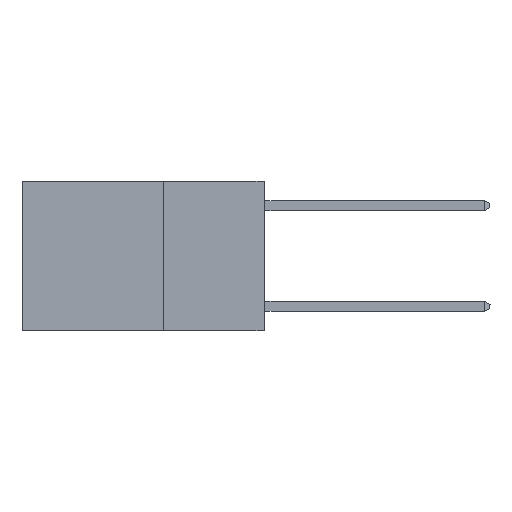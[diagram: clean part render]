
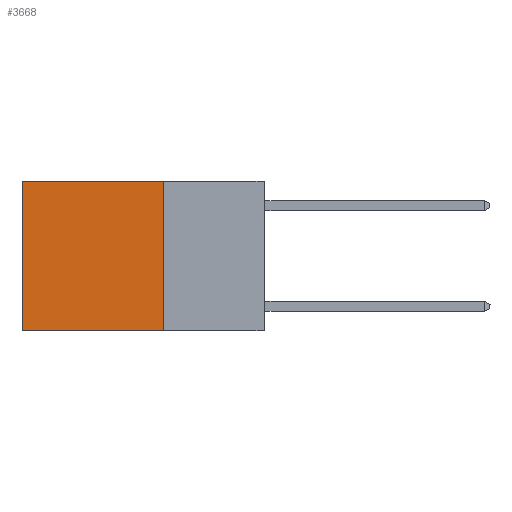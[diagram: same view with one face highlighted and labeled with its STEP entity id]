
A CAD part, left-side view. The second image highlights one B-rep face of the part: STEP entity #3668.
In plain terms, the highlighted planar face has unit normal (-1, 0, 0).
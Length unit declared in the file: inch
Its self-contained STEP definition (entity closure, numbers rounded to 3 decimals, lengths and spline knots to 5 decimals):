
#263 = VECTOR ( 'NONE', #12898, 39.37008 ) ;
#400 = DIRECTION ( 'NONE',  ( 0., 1., 0. ) ) ;
#507 = ORIENTED_EDGE ( 'NONE', *, *, #4026, .F. ) ;
#1241 = DIRECTION ( 'NONE',  ( 0., 0., -1. ) ) ;
#1261 = CARTESIAN_POINT ( 'NONE',  ( 0.2625, 0.25, 0. ) ) ;
#1505 = ORIENTED_EDGE ( 'NONE', *, *, #4820, .T. ) ;
#2158 = DIRECTION ( 'NONE',  ( 0., 1., 0. ) ) ;
#2366 = VERTEX_POINT ( 'NONE', #12554 ) ;
#2951 = EDGE_LOOP ( 'NONE', ( #10714, #16296, #507, #1505 ) ) ;
#3248 = CARTESIAN_POINT ( 'NONE',  ( 0.2625, 0.25, 0. ) ) ;
#3504 = EDGE_CURVE ( 'NONE', #2366, #15979, #8837, .T. ) ;
#3668 = ADVANCED_FACE ( 'NONE', ( #13161 ), #11757, .F. ) ;
#4026 = EDGE_CURVE ( 'NONE', #13267, #15863, #17437, .T. ) ;
#4820 = EDGE_CURVE ( 'NONE', #13267, #2366, #12678, .T. ) ;
#5514 = VECTOR ( 'NONE', #400, 39.37008 ) ;
#6185 = VECTOR ( 'NONE', #2158, 39.37008 ) ;
#6464 = DIRECTION ( 'NONE',  ( 1., 0., 0. ) ) ;
#8837 = LINE ( 'NONE', #8927, #263 ) ;
#8927 = CARTESIAN_POINT ( 'NONE',  ( 0.2625, 0.6, 0. ) ) ;
#9568 = AXIS2_PLACEMENT_3D ( 'NONE', #1261, #6464, #11848 ) ;
#10208 = VECTOR ( 'NONE', #1241, 39.37008 ) ;
#10714 = ORIENTED_EDGE ( 'NONE', *, *, #3504, .T. ) ;
#11757 = PLANE ( 'NONE',  #9568 ) ;
#11848 = DIRECTION ( 'NONE',  ( 0., 0., -1. ) ) ;
#12554 = CARTESIAN_POINT ( 'NONE',  ( 0.2625, 0.6, 0. ) ) ;
#12678 = LINE ( 'NONE', #3248, #5514 ) ;
#12898 = DIRECTION ( 'NONE',  ( 0., 0., -1. ) ) ;
#13161 = FACE_OUTER_BOUND ( 'NONE', #2951, .T. ) ;
#13267 = VERTEX_POINT ( 'NONE', #14995 ) ;
#14190 = CARTESIAN_POINT ( 'NONE',  ( 0.2625, 0.6, -0.37 ) ) ;
#14259 = LINE ( 'NONE', #16122, #6185 ) ;
#14995 = CARTESIAN_POINT ( 'NONE',  ( 0.2625, 0.25, 0. ) ) ;
#15863 = VERTEX_POINT ( 'NONE', #16887 ) ;
#15979 = VERTEX_POINT ( 'NONE', #14190 ) ;
#16122 = CARTESIAN_POINT ( 'NONE',  ( 0.2625, 0.25, -0.37 ) ) ;
#16296 = ORIENTED_EDGE ( 'NONE', *, *, #16556, .F. ) ;
#16556 = EDGE_CURVE ( 'NONE', #15863, #15979, #14259, .T. ) ;
#16887 = CARTESIAN_POINT ( 'NONE',  ( 0.2625, 0.25, -0.37 ) ) ;
#17350 = CARTESIAN_POINT ( 'NONE',  ( 0.2625, 0.25, 0. ) ) ;
#17437 = LINE ( 'NONE', #17350, #10208 ) ;
